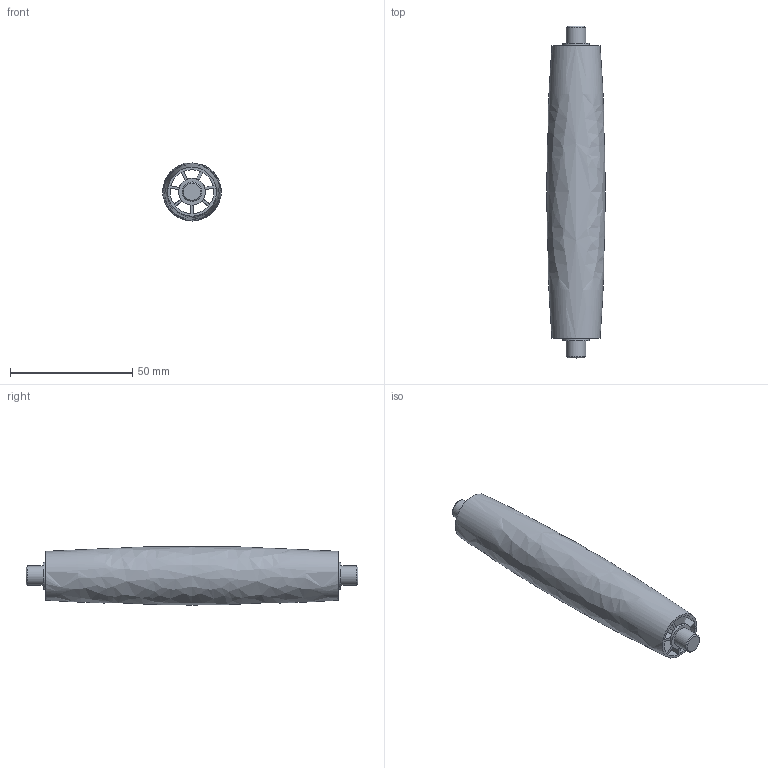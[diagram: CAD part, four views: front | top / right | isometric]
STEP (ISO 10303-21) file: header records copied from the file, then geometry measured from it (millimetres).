
FILE_DESCRIPTION(/* description */ (''),/* implementation_level */ '2;1');
FILE_NAME(/* name */ 'guide roller v7.step',/* time_stamp */ '2022-09-28T12:54:09-07:00',/* author */ (''),/* organization */ (''),/* preprocessor_version */ 'ST-DEVELOPER v19',/* originating_system */ 'Autodesk Translation Framework v11.7.0.108',/* authorisation */ '');
FILE_SCHEMA (('AUTOMOTIVE_DESIGN { 1 0 10303 214 3 1 1 }'));
Length unit declared in the file: millimetre
Products named in the file (2): guide roller; bearing pin 608
Assembly tree (2 placements, depth 2):
  guide roller
    bearing pin 608  x2
Bounding box: 24 x 136 x 23.78 mm (x, y, z)
Volume: 19496.4 mm3; surface area: 30987.9 mm2
Topology: 3 solids, 3 shells, 64 faces, 175 edges, 112 vertices
Faces by surface type: plane 37, cylinder 15, bspline 8, cone 4
Full cylindrical faces by diameter (mm): 8 x4, 11 x4
Entity records: 2204 total; most frequent: CARTESIAN_POINT 598, ORIENTED_EDGE 332, DIRECTION 332, EDGE_CURVE 166, AXIS2_PLACEMENT_3D 126, VERTEX_POINT 106, LINE 80, VECTOR 80
